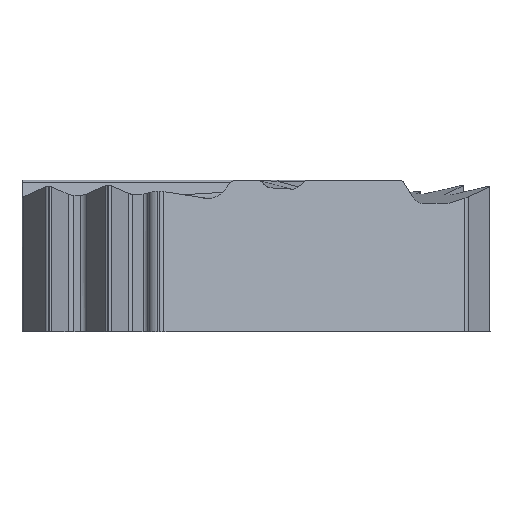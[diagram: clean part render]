
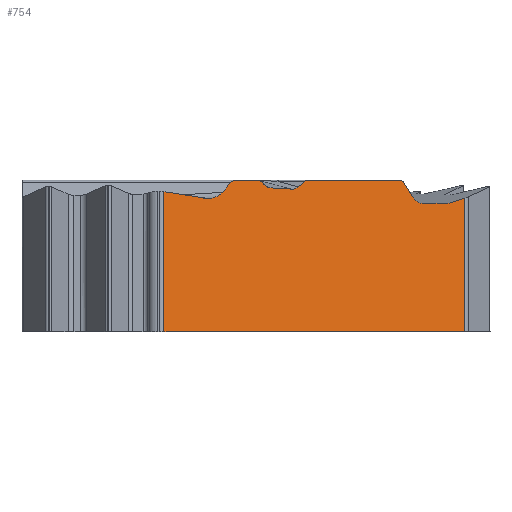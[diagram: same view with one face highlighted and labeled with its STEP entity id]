
A CAD part, front view. The second image highlights one B-rep face of the part: STEP entity #754.
In plain terms, the highlighted planar face has unit normal (0.5, -0.866, 0).
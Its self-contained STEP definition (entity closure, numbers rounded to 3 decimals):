
#68=PLANE('',#2529);
#132=FACE_OUTER_BOUND('',#951,.T.);
#257=ELLIPSE('',#2522,0.317,0.3);
#258=ELLIPSE('',#2523,0.349,0.33);
#259=ELLIPSE('',#2524,0.155,0.15);
#260=ELLIPSE('',#2525,0.167,0.15);
#261=ELLIPSE('',#2526,0.15,0.15);
#262=ELLIPSE('',#2527,0.212,0.15);
#263=ELLIPSE('',#2528,0.488,0.33);
#364=LINE('',#4204,#577);
#365=LINE('',#4207,#578);
#366=LINE('',#4209,#579);
#367=LINE('',#4213,#580);
#368=LINE('',#4217,#581);
#369=LINE('',#4221,#582);
#370=LINE('',#4225,#583);
#371=LINE('',#4238,#584);
#372=LINE('',#4254,#585);
#373=LINE('',#4258,#586);
#374=LINE('',#4262,#587);
#375=LINE('',#4266,#588);
#376=LINE('',#4268,#589);
#577=VECTOR('',#2895,1.);
#578=VECTOR('',#2896,1.);
#579=VECTOR('',#2897,1.);
#580=VECTOR('',#2900,1.);
#581=VECTOR('',#2903,1.);
#582=VECTOR('',#2906,1.);
#583=VECTOR('',#2909,1.);
#584=VECTOR('',#2910,1.);
#585=VECTOR('',#2911,1.);
#586=VECTOR('',#2914,1.);
#587=VECTOR('',#2917,1.);
#588=VECTOR('',#2920,1.);
#589=VECTOR('',#2921,1.);
#754=ADVANCED_FACE('',(#132),#68,.F.);
#951=EDGE_LOOP('',(#1191,#1192,#1193,#1194,#1195,#1196,#1197,#1198,#1199,
#1200,#1201,#1202,#1203,#1204,#1205,#1206,#1207,#1208,#1209,#1210,#1211,
#1212));
#1191=ORIENTED_EDGE('',*,*,#2105,.F.);
#1192=ORIENTED_EDGE('',*,*,#2106,.T.);
#1193=ORIENTED_EDGE('',*,*,#2107,.T.);
#1194=ORIENTED_EDGE('',*,*,#2108,.T.);
#1195=ORIENTED_EDGE('',*,*,#2109,.F.);
#1196=ORIENTED_EDGE('',*,*,#2110,.T.);
#1197=ORIENTED_EDGE('',*,*,#2111,.T.);
#1198=ORIENTED_EDGE('',*,*,#2112,.F.);
#1199=ORIENTED_EDGE('',*,*,#2113,.F.);
#1200=ORIENTED_EDGE('',*,*,#2114,.F.);
#1201=ORIENTED_EDGE('',*,*,#2115,.T.);
#1202=ORIENTED_EDGE('',*,*,#2116,.T.);
#1203=ORIENTED_EDGE('',*,*,#2117,.T.);
#1204=ORIENTED_EDGE('',*,*,#2118,.T.);
#1205=ORIENTED_EDGE('',*,*,#2119,.T.);
#1206=ORIENTED_EDGE('',*,*,#2120,.F.);
#1207=ORIENTED_EDGE('',*,*,#2121,.F.);
#1208=ORIENTED_EDGE('',*,*,#2122,.F.);
#1209=ORIENTED_EDGE('',*,*,#2123,.T.);
#1210=ORIENTED_EDGE('',*,*,#2124,.T.);
#1211=ORIENTED_EDGE('',*,*,#2125,.T.);
#1212=ORIENTED_EDGE('',*,*,#2126,.T.);
#1853=VERTEX_POINT('',#4205);
#1854=VERTEX_POINT('',#4206);
#1855=VERTEX_POINT('',#4208);
#1856=VERTEX_POINT('',#4210);
#1857=VERTEX_POINT('',#4212);
#1858=VERTEX_POINT('',#4214);
#1859=VERTEX_POINT('',#4216);
#1860=VERTEX_POINT('',#4218);
#1861=VERTEX_POINT('',#4220);
#1862=VERTEX_POINT('',#4222);
#1863=VERTEX_POINT('',#4224);
#1864=VERTEX_POINT('',#4226);
#1865=VERTEX_POINT('',#4237);
#1866=VERTEX_POINT('',#4239);
#1867=VERTEX_POINT('',#4253);
#1868=VERTEX_POINT('',#4255);
#1869=VERTEX_POINT('',#4257);
#1870=VERTEX_POINT('',#4259);
#1871=VERTEX_POINT('',#4261);
#1872=VERTEX_POINT('',#4263);
#1873=VERTEX_POINT('',#4265);
#1874=VERTEX_POINT('',#4267);
#2105=EDGE_CURVE('',#1853,#1854,#364,.T.);
#2106=EDGE_CURVE('',#1853,#1855,#365,.T.);
#2107=EDGE_CURVE('',#1855,#1856,#366,.T.);
#2108=EDGE_CURVE('',#1856,#1857,#257,.T.);
#2109=EDGE_CURVE('',#1858,#1857,#367,.T.);
#2110=EDGE_CURVE('',#1858,#1859,#258,.T.);
#2111=EDGE_CURVE('',#1859,#1860,#368,.T.);
#2112=EDGE_CURVE('',#1861,#1860,#259,.T.);
#2113=EDGE_CURVE('',#1862,#1861,#369,.T.);
#2114=EDGE_CURVE('',#1863,#1862,#260,.T.);
#2115=EDGE_CURVE('',#1863,#1864,#370,.T.);
#2116=EDGE_CURVE('',#1864,#1865,#2424,.T.);
#2117=EDGE_CURVE('',#1865,#1866,#371,.T.);
#2118=EDGE_CURVE('',#1866,#1867,#2425,.T.);
#2119=EDGE_CURVE('',#1867,#1868,#372,.T.);
#2120=EDGE_CURVE('',#1869,#1868,#261,.T.);
#2121=EDGE_CURVE('',#1870,#1869,#373,.T.);
#2122=EDGE_CURVE('',#1871,#1870,#262,.T.);
#2123=EDGE_CURVE('',#1871,#1872,#374,.T.);
#2124=EDGE_CURVE('',#1872,#1873,#263,.T.);
#2125=EDGE_CURVE('',#1873,#1874,#375,.T.);
#2126=EDGE_CURVE('',#1874,#1854,#376,.T.);
#2424=B_SPLINE_CURVE_WITH_KNOTS('',3,(#4227,#4228,#4229,#4230,#4231,#4232,
#4233,#4234,#4235,#4236),.UNSPECIFIED.,.F.,.F.,(4,3,3,4),(0.,0.474,
0.706,1.),.UNSPECIFIED.);
#2425=B_SPLINE_CURVE_WITH_KNOTS('',3,(#4240,#4241,#4242,#4243,#4244,#4245,
#4246,#4247,#4248,#4249,#4250,#4251,#4252),.UNSPECIFIED.,.F.,.F.,(4,3,3,
3,4),(0.,0.25,0.499,0.746,1.),
 .UNSPECIFIED.);
#2522=AXIS2_PLACEMENT_3D('',#4211,#2898,#2899);
#2523=AXIS2_PLACEMENT_3D('',#4215,#2901,#2902);
#2524=AXIS2_PLACEMENT_3D('',#4219,#2904,#2905);
#2525=AXIS2_PLACEMENT_3D('',#4223,#2907,#2908);
#2526=AXIS2_PLACEMENT_3D('',#4256,#2912,#2913);
#2527=AXIS2_PLACEMENT_3D('',#4260,#2915,#2916);
#2528=AXIS2_PLACEMENT_3D('',#4264,#2918,#2919);
#2529=AXIS2_PLACEMENT_3D('',#4269,#2922,#2923);
#2895=DIRECTION('',(-0.866,-0.5,0.));
#2896=DIRECTION('',(0.,0.,1.));
#2897=DIRECTION('',(-0.837,-0.483,-0.259));
#2898=DIRECTION('',(-0.5,0.866,0.));
#2899=DIRECTION('',(-0.837,-0.483,-0.259));
#2900=DIRECTION('',(0.866,0.5,0.));
#2901=DIRECTION('',(-0.5,0.866,0.));
#2902=DIRECTION('',(-0.837,-0.483,0.256));
#2903=DIRECTION('',(-0.502,-0.29,0.815));
#2904=DIRECTION('',(-0.5,0.866,0.));
#2905=DIRECTION('',(0.866,0.5,0.));
#2906=DIRECTION('',(0.866,0.5,0.));
#2907=DIRECTION('',(-0.5,0.866,0.));
#2908=DIRECTION('',(-0.866,-0.5,0.));
#2909=DIRECTION('',(-0.687,-0.397,-0.608));
#2910=DIRECTION('',(-0.865,-0.499,0.049));
#2911=DIRECTION('',(-0.656,-0.378,0.653));
#2912=DIRECTION('',(-0.5,0.866,0.));
#2913=DIRECTION('',(0.866,0.5,0.));
#2914=DIRECTION('',(0.866,0.5,0.));
#2915=DIRECTION('',(-0.5,0.866,0.));
#2916=DIRECTION('',(0.866,0.5,0.));
#2917=DIRECTION('',(-0.604,-0.348,-0.717));
#2918=DIRECTION('',(-0.5,0.866,0.));
#2919=DIRECTION('',(0.863,0.498,0.08));
#2920=DIRECTION('',(-0.858,-0.496,0.133));
#2921=DIRECTION('',(0.,0.,-1.));
#2922=DIRECTION('',(-0.5,0.866,0.));
#2923=DIRECTION('',(-0.866,-0.5,0.));
#4204=CARTESIAN_POINT('',(8.733,-0.457,-3.97));
#4205=CARTESIAN_POINT('',(7.075,-1.415,-3.97));
#4206=CARTESIAN_POINT('',(-0.967,-6.057,-3.97));
#4207=CARTESIAN_POINT('',(7.075,-1.415,3.09));
#4208=CARTESIAN_POINT('',(7.075,-1.415,-0.393));
#4209=CARTESIAN_POINT('',(-3.157,-7.322,-3.559));
#4210=CARTESIAN_POINT('',(6.653,-1.658,-0.524));
#4211=CARTESIAN_POINT('',(6.586,-1.697,-0.234));
#4212=CARTESIAN_POINT('',(6.578,-1.701,-0.535));
#4213=CARTESIAN_POINT('',(-3.971,-7.792,-0.535));
#4214=CARTESIAN_POINT('',(5.949,-2.065,-0.535));
#4215=CARTESIAN_POINT('',(5.94,-2.07,-0.204));
#4216=CARTESIAN_POINT('',(5.693,-2.213,-0.384));
#4217=CARTESIAN_POINT('',(2.308,-4.167,5.109));
#4218=CARTESIAN_POINT('',(5.44,-2.358,0.025));
#4219=CARTESIAN_POINT('',(5.33,-2.422,-0.06));
#4220=CARTESIAN_POINT('',(5.33,-2.422,0.09));
#4221=CARTESIAN_POINT('',(-3.971,-7.792,0.09));
#4222=CARTESIAN_POINT('',(2.884,-3.834,0.09));
#4223=CARTESIAN_POINT('',(2.884,-3.834,-0.06));
#4224=CARTESIAN_POINT('',(2.79,-3.888,0.054));
#4225=CARTESIAN_POINT('',(-1.514,-6.373,-3.753));
#4226=CARTESIAN_POINT('',(2.626,-3.983,-0.091));
#4227=CARTESIAN_POINT('',(2.626,-3.983,-0.091));
#4228=CARTESIAN_POINT('',(2.603,-3.996,-0.111));
#4229=CARTESIAN_POINT('',(2.577,-4.011,-0.127));
#4230=CARTESIAN_POINT('',(2.55,-4.027,-0.137));
#4231=CARTESIAN_POINT('',(2.536,-4.035,-0.142));
#4232=CARTESIAN_POINT('',(2.522,-4.043,-0.146));
#4233=CARTESIAN_POINT('',(2.508,-4.051,-0.148));
#4234=CARTESIAN_POINT('',(2.49,-4.061,-0.152));
#4235=CARTESIAN_POINT('',(2.472,-4.072,-0.153));
#4236=CARTESIAN_POINT('',(2.454,-4.082,-0.152));
#4237=CARTESIAN_POINT('',(2.454,-4.082,-0.152));
#4238=CARTESIAN_POINT('',(8.714,-0.468,-0.503));
#4239=CARTESIAN_POINT('',(1.894,-4.406,-0.12));
#4240=CARTESIAN_POINT('',(1.894,-4.406,-0.12));
#4241=CARTESIAN_POINT('',(1.878,-4.415,-0.119));
#4242=CARTESIAN_POINT('',(1.863,-4.424,-0.117));
#4243=CARTESIAN_POINT('',(1.847,-4.433,-0.113));
#4244=CARTESIAN_POINT('',(1.832,-4.442,-0.109));
#4245=CARTESIAN_POINT('',(1.817,-4.45,-0.104));
#4246=CARTESIAN_POINT('',(1.802,-4.459,-0.097));
#4247=CARTESIAN_POINT('',(1.788,-4.467,-0.09));
#4248=CARTESIAN_POINT('',(1.774,-4.475,-0.082));
#4249=CARTESIAN_POINT('',(1.761,-4.483,-0.073));
#4250=CARTESIAN_POINT('',(1.747,-4.491,-0.063));
#4251=CARTESIAN_POINT('',(1.734,-4.498,-0.052));
#4252=CARTESIAN_POINT('',(1.722,-4.505,-0.04));
#4253=CARTESIAN_POINT('',(1.722,-4.505,-0.04));
#4254=CARTESIAN_POINT('',(5.744,-2.183,-4.049));
#4255=CARTESIAN_POINT('',(1.628,-4.559,0.054));
#4256=CARTESIAN_POINT('',(1.543,-4.608,-0.06));
#4257=CARTESIAN_POINT('',(1.543,-4.608,0.09));
#4258=CARTESIAN_POINT('',(8.733,-0.457,0.09));
#4259=CARTESIAN_POINT('',(0.969,-4.94,0.09));
#4260=CARTESIAN_POINT('',(0.969,-4.94,-0.06));
#4261=CARTESIAN_POINT('',(0.817,-5.027,0.025));
#4262=CARTESIAN_POINT('',(4.63,-2.826,4.555));
#4263=CARTESIAN_POINT('',(0.595,-5.156,-0.239));
#4264=CARTESIAN_POINT('',(0.248,-5.356,-0.068));
#4265=CARTESIAN_POINT('',(0.142,-5.417,-0.394));
#4266=CARTESIAN_POINT('',(8.543,-0.567,-1.693));
#4267=CARTESIAN_POINT('',(-0.967,-6.057,-0.222));
#4268=CARTESIAN_POINT('',(-0.967,-6.057,-5.47));
#4269=CARTESIAN_POINT('',(8.733,-0.457,-0.05));
